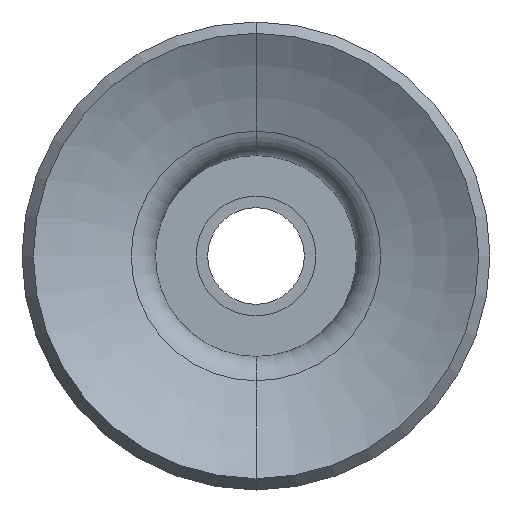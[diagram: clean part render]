
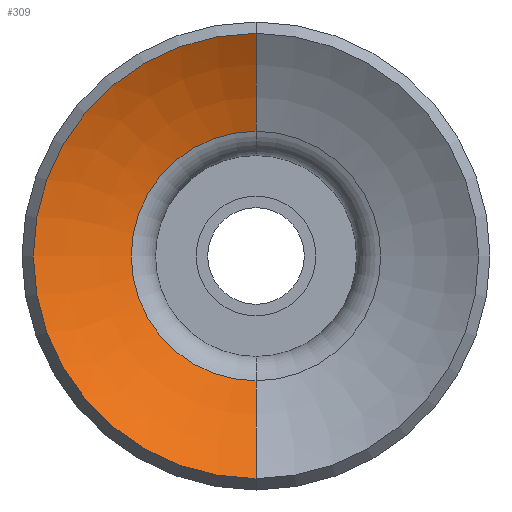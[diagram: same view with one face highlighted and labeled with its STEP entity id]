
A CAD part, front view. The second image highlights one B-rep face of the part: STEP entity #309.
In plain terms, the highlighted toroidal (fillet/blend) face has major radius 0.424 mm and minor radius 16.7 mm.
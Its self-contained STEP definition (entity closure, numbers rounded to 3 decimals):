
#309=ADVANCED_FACE('',(#724),#725,.F.);
#724=FACE_OUTER_BOUND('',#1248,.T.);
#725=TOROIDAL_SURFACE('',#1249,-0.425,16.7);
#1248=EDGE_LOOP('',(#5209,#5210,#5211,#5212));
#1249=AXIS2_PLACEMENT_3D('',#5213,#5214,#5215);
#5209=ORIENTED_EDGE('',*,*,#6310,.F.);
#5210=ORIENTED_EDGE('',*,*,#6311,.T.);
#5211=ORIENTED_EDGE('',*,*,#6312,.T.);
#5212=ORIENTED_EDGE('',*,*,#6313,.F.);
#5213=CARTESIAN_POINT('',(0.0,-49.904,0.0));
#5214=DIRECTION('',(0.0,-1.0,-0.0));
#5215=DIRECTION('',(0.0,0.0,-1.0));
#6310=EDGE_CURVE('',#6980,#6978,#6984,.T.);
#6311=EDGE_CURVE('',#6980,#6985,#6986,.T.);
#6312=EDGE_CURVE('',#6985,#6987,#6988,.T.);
#6313=EDGE_CURVE('',#6978,#6987,#6989,.T.);
#6978=VERTEX_POINT('',#7801);
#6980=VERTEX_POINT('',#7803);
#6984=CIRCLE('',#7807,4.903);
#6985=VERTEX_POINT('',#7808);
#6986=CIRCLE('',#7809,16.7);
#6987=VERTEX_POINT('',#7810);
#6988=CIRCLE('',#7811,8.75);
#6989=CIRCLE('',#7812,16.7);
#7801=CARTESIAN_POINT('',(0.0,-34.077,-4.903));
#7803=CARTESIAN_POINT('',(0.,-34.077,4.903));
#7807=AXIS2_PLACEMENT_3D('',#10003,#10004,#10005);
#7808=CARTESIAN_POINT('',(0.0,-35.95,8.75));
#7809=AXIS2_PLACEMENT_3D('',#10006,#10007,#10008);
#7810=CARTESIAN_POINT('',(0.,-35.95,-8.75));
#7811=AXIS2_PLACEMENT_3D('',#10009,#10010,#10011);
#7812=AXIS2_PLACEMENT_3D('',#10012,#10013,#10014);
#10003=CARTESIAN_POINT('',(0.0,-34.077,0.0));
#10004=DIRECTION('',(0.0,-1.0,-0.0));
#10005=DIRECTION('',(0.0,0.0,-1.0));
#10006=CARTESIAN_POINT('',(0.,-49.904,-0.425));
#10007=DIRECTION('',(1.0,0.0,0.));
#10008=DIRECTION('',(0.,0.0,-1.0));
#10009=CARTESIAN_POINT('',(0.0,-35.95,0.0));
#10010=DIRECTION('',(0.0,-1.0,-0.0));
#10011=DIRECTION('',(0.0,0.0,-1.0));
#10012=CARTESIAN_POINT('',(0.0,-49.904,0.425));
#10013=DIRECTION('',(-1.0,0.0,0.0));
#10014=DIRECTION('',(0.0,0.0,1.0));
